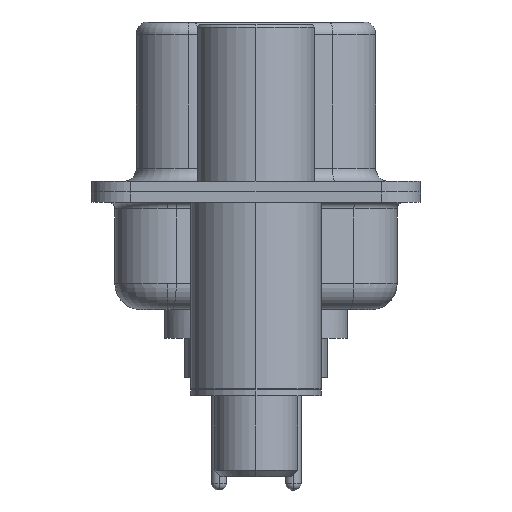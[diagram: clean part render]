
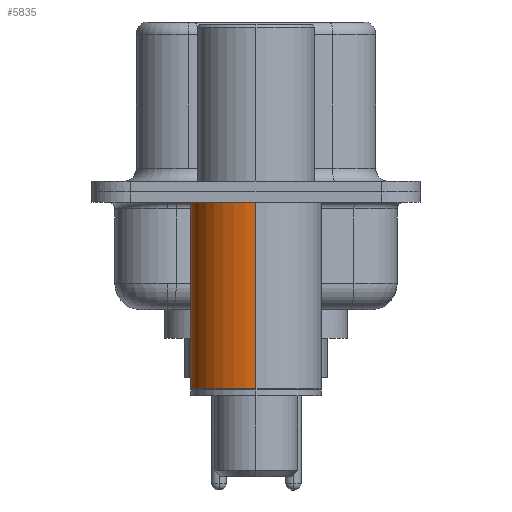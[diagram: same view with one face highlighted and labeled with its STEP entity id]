
A CAD part, left-side view. The second image highlights one B-rep face of the part: STEP entity #5835.
In plain terms, the highlighted cylindrical face has radius 2.5 mm (diameter 5 mm), a partial arc.
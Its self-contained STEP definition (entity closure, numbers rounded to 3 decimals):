
#515 = CARTESIAN_POINT ( 'NONE',  ( 2.5, 0., -0.4 ) ) ;
#1116 = AXIS2_PLACEMENT_3D ( 'NONE', #18274, #13980, #26405 ) ;
#3097 = CARTESIAN_POINT ( 'NONE',  ( -2.5, 0., -0.4 ) ) ;
#4209 = EDGE_CURVE ( 'NONE', #18198, #25074, #20285, .T. ) ;
#5551 = CIRCLE ( 'NONE', #18516, 2.5 ) ;
#5835 = ADVANCED_FACE ( 'NONE', ( #11849 ), #7737, .T. ) ;
#6307 = CARTESIAN_POINT ( 'NONE',  ( 2.5, 0., -7.525 ) ) ;
#7337 = DIRECTION ( 'NONE',  ( 0., 0., 1. ) ) ;
#7473 = EDGE_CURVE ( 'NONE', #25074, #8026, #20396, .T. ) ;
#7737 = CYLINDRICAL_SURFACE ( 'NONE', #1116, 2.5 ) ;
#7838 = CARTESIAN_POINT ( 'NONE',  ( -2.5, 0., -7.525 ) ) ;
#8026 = VERTEX_POINT ( 'NONE', #3097 ) ;
#8351 = DIRECTION ( 'NONE',  ( 1., 0., 0. ) ) ;
#9334 = ORIENTED_EDGE ( 'NONE', *, *, #18125, .F. ) ;
#10062 = DIRECTION ( 'NONE',  ( 0., 0., 1. ) ) ;
#11471 = ORIENTED_EDGE ( 'NONE', *, *, #7473, .T. ) ;
#11849 = FACE_OUTER_BOUND ( 'NONE', #12093, .T. ) ;
#12093 = EDGE_LOOP ( 'NONE', ( #13713, #11471, #9334, #21680 ) ) ;
#13130 = EDGE_CURVE ( 'NONE', #18198, #14770, #13736, .T. ) ;
#13645 = CARTESIAN_POINT ( 'NONE',  ( 2.5, 0., 0.581 ) ) ;
#13713 = ORIENTED_EDGE ( 'NONE', *, *, #4209, .T. ) ;
#13736 = LINE ( 'NONE', #13645, #16006 ) ;
#13980 = DIRECTION ( 'NONE',  ( 0., 0., 1. ) ) ;
#14078 = CARTESIAN_POINT ( 'NONE',  ( -2.5, 0., 0.581 ) ) ;
#14081 = CARTESIAN_POINT ( 'NONE',  ( 0., 0., -0.4 ) ) ;
#14464 = AXIS2_PLACEMENT_3D ( 'NONE', #22800, #18554, #8351 ) ;
#14770 = VERTEX_POINT ( 'NONE', #515 ) ;
#16006 = VECTOR ( 'NONE', #7337, 1000. ) ;
#18125 = EDGE_CURVE ( 'NONE', #14770, #8026, #5551, .T. ) ;
#18198 = VERTEX_POINT ( 'NONE', #6307 ) ;
#18274 = CARTESIAN_POINT ( 'NONE',  ( 0., 0., 0.581 ) ) ;
#18516 = AXIS2_PLACEMENT_3D ( 'NONE', #14081, #10062, #24600 ) ;
#18554 = DIRECTION ( 'NONE',  ( 0., 0., 1. ) ) ;
#19093 = VECTOR ( 'NONE', #24510, 1000. ) ;
#20285 = CIRCLE ( 'NONE', #14464, 2.5 ) ;
#20396 = LINE ( 'NONE', #14078, #19093 ) ;
#21680 = ORIENTED_EDGE ( 'NONE', *, *, #13130, .F. ) ;
#22800 = CARTESIAN_POINT ( 'NONE',  ( 0., 0., -7.525 ) ) ;
#24510 = DIRECTION ( 'NONE',  ( 0., 0., 1. ) ) ;
#24600 = DIRECTION ( 'NONE',  ( 1., 0., 0. ) ) ;
#25074 = VERTEX_POINT ( 'NONE', #7838 ) ;
#26405 = DIRECTION ( 'NONE',  ( 1., 0., 0. ) ) ;
